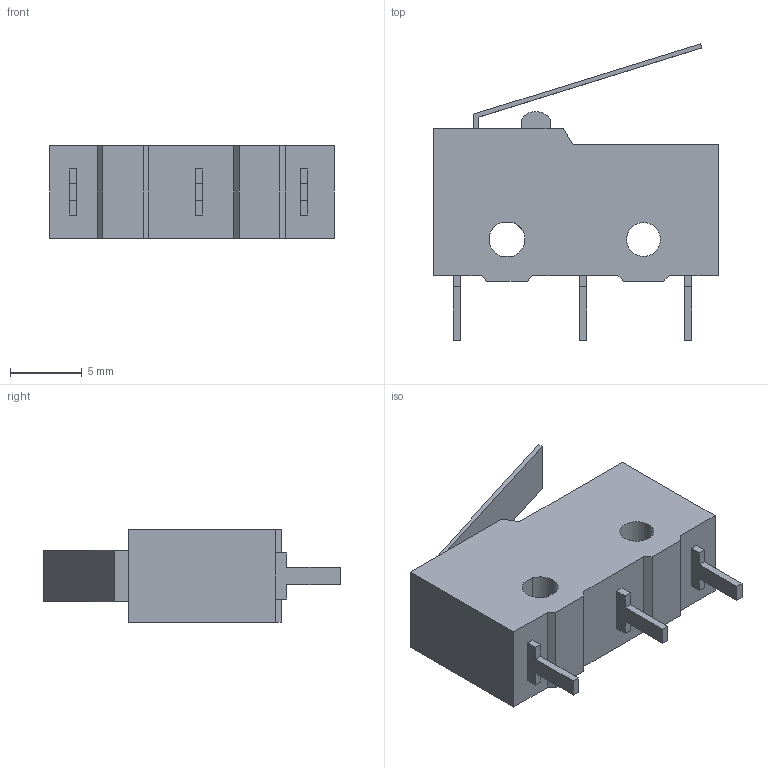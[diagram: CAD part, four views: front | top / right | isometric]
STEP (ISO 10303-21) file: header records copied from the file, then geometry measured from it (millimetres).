
FILE_DESCRIPTION (( 'STEP AP214' ), '1' );
FILE_NAME ('Micro switch.STEP', '2015-10-26T08:16:13', ( '' ), ( '' ), 'SwSTEP 2.0', 'SolidWorks 2015', '' );
FILE_SCHEMA (( 'AUTOMOTIVE_DESIGN' ));
Length unit declared in the file: millimetre
Products named in the file (1): Micro switch
Bounding box: 19.8 x 20.6 x 6.4 mm (x, y, z)
Volume: 1212.6 mm3; surface area: 1050 mm2
Topology: 1 solids, 1 shells, 62 faces, 165 edges, 110 vertices
Faces by surface type: plane 56, cylinder 6
Entity records: 2625 total; most frequent: CARTESIAN_POINT 338, ORIENTED_EDGE 330, DIRECTION 303, EDGE_CURVE 165, LINE 153, VECTOR 153, VERTEX_POINT 110, AXIS2_PLACEMENT_3D 75
